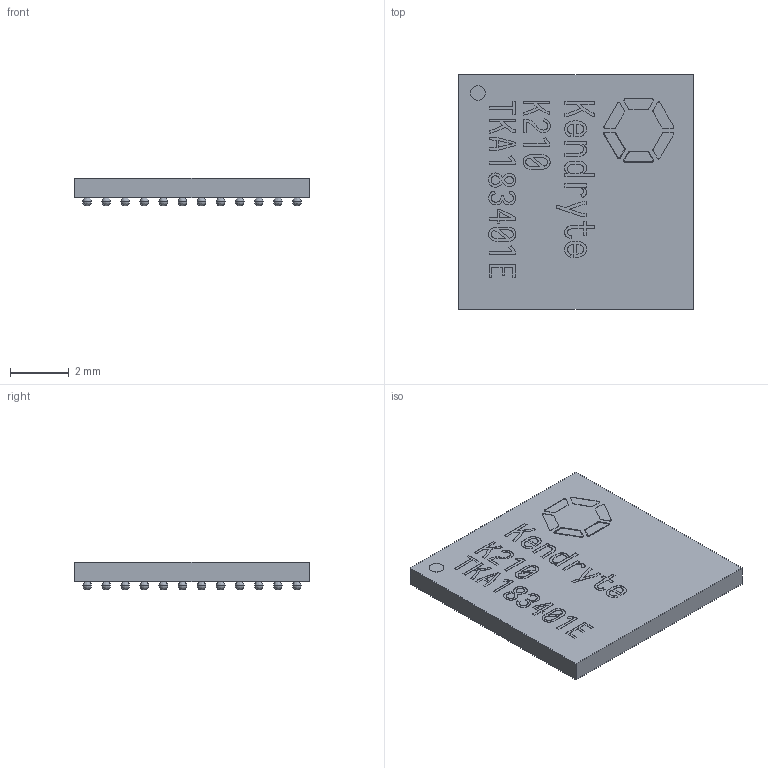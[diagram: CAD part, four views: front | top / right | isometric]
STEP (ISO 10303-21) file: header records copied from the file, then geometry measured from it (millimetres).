
FILE_DESCRIPTION (( 'STEP AP214' ), '1' );
FILE_NAME ('BGA144C65P12X12_800X800X95.step', '2018-08-31T09:16:19', ( '' ), ( '' ), 'SwSTEP 2.0', 'SolidWorks 2016', '' );
FILE_SCHEMA (( 'AUTOMOTIVE_DESIGN' ));
Length unit declared in the file: millimetre
Products named in the file (5): Body; BGA144C65P12X12_800X800X95; ball; BODY; Open_CASCADE_STEP_translator_6.8_1.1
Assembly tree (146 placements, depth 3):
  BGA144C65P12X12_800X800X95
    Body
      BODY
    ball  x144
  Open_CASCADE_STEP_translator_6.8_1.1
Bounding box: 8 x 8 x 0.95 mm (x, y, z)
Volume: 44.9 mm3; surface area: 191.2 mm2
Topology: 145 solids, 145 shells, 808 faces, 2289 edges, 1238 vertices
Faces by surface type: bspline 564, plane 242, cylinder 2
Entity records: 29669 total; most frequent: CARTESIAN_POINT 11685, ORIENTED_EDGE 2854, DIRECTION 1669, EDGE_CURVE 1427, VERTEX_POINT 952, LINE 869, VECTOR 869, EDGE_LOOP 565
